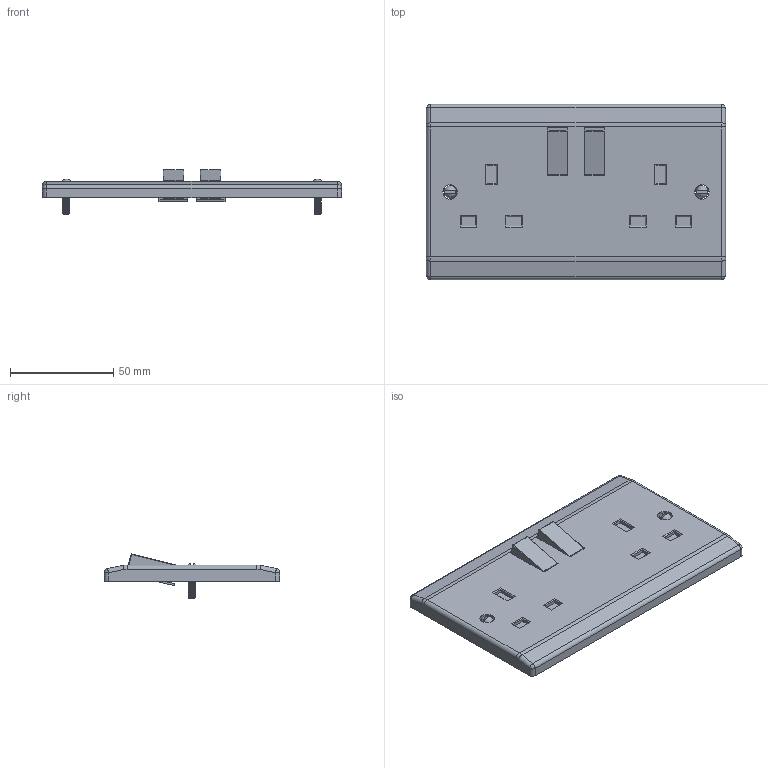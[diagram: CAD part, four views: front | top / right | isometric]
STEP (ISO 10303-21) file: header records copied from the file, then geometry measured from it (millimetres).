
FILE_DESCRIPTION (( 'STEP AP214' ), '1' );
FILE_NAME ('Assembled Mains Plug Socket.STEP', '2014-04-09T15:57:12', ( 'Shane' ), ( '' ), 'SwSTEP 2.0', 'SolidWorks 2014', '' );
FILE_SCHEMA (( 'AUTOMOTIVE_DESIGN' ));
Length unit declared in the file: millimetre
Products named in the file (5): Black Cover; Screw; Base Plate; Switch; Assembled Mains Plug Socket
Assembly tree (7 placements, depth 2):
  Assembled Mains Plug Socket
    Switch  x2
    Base Plate
    Screw  x2
    Black Cover  x2
Bounding box: 145 x 85 x 21.46 mm (x, y, z)
Volume: 42034.6 mm3; surface area: 39379.6 mm2
Topology: 7 solids, 7 shells, 323 faces, 853 edges, 536 vertices
Faces by surface type: cylinder 154, plane 147, sphere 14, torus 4, bspline 4
Entity records: 8698 total; most frequent: CARTESIAN_POINT 3473, ORIENTED_EDGE 1104, DIRECTION 968, EDGE_CURVE 552, VECTOR 354, LINE 354, VERTEX_POINT 348, AXIS2_PLACEMENT_3D 307
